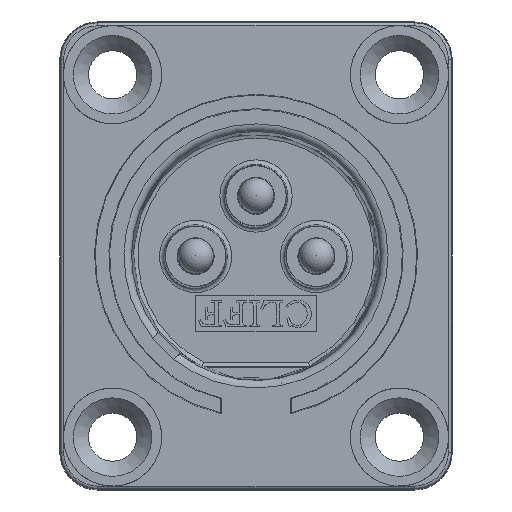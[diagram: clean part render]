
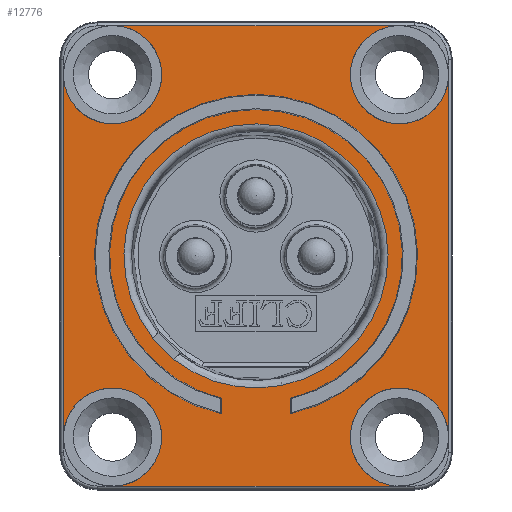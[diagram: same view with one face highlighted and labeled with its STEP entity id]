
A CAD part, top view. The second image highlights one B-rep face of the part: STEP entity #12776.
In plain terms, the highlighted planar face has unit normal (0, 0, 1).
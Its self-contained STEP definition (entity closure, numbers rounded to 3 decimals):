
#1178=LINE('',#21879,#2144);
#1186=LINE('',#21952,#2152);
#1190=LINE('',#21959,#2156);
#1192=LINE('',#21971,#2158);
#1195=LINE('',#21989,#2161);
#1196=LINE('',#21993,#2162);
#1197=LINE('',#21997,#2163);
#1198=LINE('',#22001,#2164);
#1199=LINE('',#22005,#2165);
#2144=VECTOR('',#16503,0.011);
#2152=VECTOR('',#16553,0.011);
#2156=VECTOR('',#16561,2.);
#2158=VECTOR('',#16571,1.027);
#2161=VECTOR('',#16576,1.027);
#2162=VECTOR('',#16579,18.554);
#2163=VECTOR('',#16582,23.554);
#2164=VECTOR('',#16585,18.554);
#2165=VECTOR('',#16588,23.554);
#2856=PLANE('',#13737);
#3091=FACE_BOUND('',#4524,.T.);
#3092=FACE_BOUND('',#4525,.T.);
#3708=FACE_OUTER_BOUND('',#4523,.T.);
#4523=EDGE_LOOP('',(#11267,#11268,#11269,#11270,#11271,#11272,#11273,#11274));
#4524=EDGE_LOOP('',(#11275,#11276,#11277,#11278));
#4525=EDGE_LOOP('',(#11279,#11280,#11281,#11282));
#4983=CIRCLE('',#13706,8.747);
#4993=CIRCLE('',#13738,3.25);
#4994=CIRCLE('',#13739,3.25);
#4995=CIRCLE('',#13740,3.25);
#4996=CIRCLE('',#13741,3.25);
#4997=CIRCLE('',#13742,9.7);
#4998=CIRCLE('',#13743,10.7);
#6085=VERTEX_POINT('',#21847);
#6086=VERTEX_POINT('',#21858);
#6090=VERTEX_POINT('',#21877);
#6103=VERTEX_POINT('',#21951);
#6105=VERTEX_POINT('',#21965);
#6107=VERTEX_POINT('',#21970);
#6110=VERTEX_POINT('',#21979);
#6112=VERTEX_POINT('',#21985);
#6113=VERTEX_POINT('',#21991);
#6114=VERTEX_POINT('',#21992);
#6115=VERTEX_POINT('',#21994);
#6116=VERTEX_POINT('',#21996);
#6117=VERTEX_POINT('',#21998);
#6118=VERTEX_POINT('',#22000);
#6119=VERTEX_POINT('',#22002);
#6120=VERTEX_POINT('',#22004);
#7811=EDGE_CURVE('',#6085,#6086,#4983,.T.);
#7817=EDGE_CURVE('',#6085,#6090,#1178,.T.);
#7836=EDGE_CURVE('',#6103,#6086,#1186,.T.);
#7840=EDGE_CURVE('',#6090,#6103,#1190,.T.);
#7843=EDGE_CURVE('',#6105,#6107,#1192,.T.);
#7849=EDGE_CURVE('',#6110,#6112,#1195,.T.);
#7850=EDGE_CURVE('',#6113,#6114,#1196,.T.);
#7851=EDGE_CURVE('',#6113,#6115,#4993,.T.);
#7852=EDGE_CURVE('',#6116,#6115,#1197,.T.);
#7853=EDGE_CURVE('',#6116,#6117,#4994,.T.);
#7854=EDGE_CURVE('',#6118,#6117,#1198,.T.);
#7855=EDGE_CURVE('',#6118,#6119,#4995,.T.);
#7856=EDGE_CURVE('',#6120,#6119,#1199,.T.);
#7857=EDGE_CURVE('',#6120,#6114,#4996,.T.);
#7858=EDGE_CURVE('',#6105,#6110,#4997,.T.);
#7859=EDGE_CURVE('',#6112,#6107,#4998,.T.);
#11267=ORIENTED_EDGE('',*,*,#7850,.F.);
#11268=ORIENTED_EDGE('',*,*,#7851,.T.);
#11269=ORIENTED_EDGE('',*,*,#7852,.F.);
#11270=ORIENTED_EDGE('',*,*,#7853,.T.);
#11271=ORIENTED_EDGE('',*,*,#7854,.F.);
#11272=ORIENTED_EDGE('',*,*,#7855,.T.);
#11273=ORIENTED_EDGE('',*,*,#7856,.F.);
#11274=ORIENTED_EDGE('',*,*,#7857,.T.);
#11275=ORIENTED_EDGE('',*,*,#7811,.F.);
#11276=ORIENTED_EDGE('',*,*,#7817,.T.);
#11277=ORIENTED_EDGE('',*,*,#7840,.T.);
#11278=ORIENTED_EDGE('',*,*,#7836,.T.);
#11279=ORIENTED_EDGE('',*,*,#7858,.T.);
#11280=ORIENTED_EDGE('',*,*,#7849,.T.);
#11281=ORIENTED_EDGE('',*,*,#7859,.T.);
#11282=ORIENTED_EDGE('',*,*,#7843,.F.);
#12776=ADVANCED_FACE('',(#3708,#3091,#3092),#2856,.T.);
#13706=AXIS2_PLACEMENT_3D('',#21859,#16494,#16495);
#13737=AXIS2_PLACEMENT_3D('',#21990,#16577,#16578);
#13738=AXIS2_PLACEMENT_3D('',#21995,#16580,#16581);
#13739=AXIS2_PLACEMENT_3D('',#21999,#16583,#16584);
#13740=AXIS2_PLACEMENT_3D('',#22003,#16586,#16587);
#13741=AXIS2_PLACEMENT_3D('',#22006,#16589,#16590);
#13742=AXIS2_PLACEMENT_3D('',#22007,#16591,#16592);
#13743=AXIS2_PLACEMENT_3D('',#22008,#16593,#16594);
#16494=DIRECTION('center_axis',(0.,0.,1.));
#16495=DIRECTION('ref_axis',(0.707,0.707,0.));
#16503=DIRECTION('',(-0.707,-0.707,0.));
#16553=DIRECTION('',(0.707,0.707,0.));
#16561=DIRECTION('',(-0.707,0.707,0.));
#16571=DIRECTION('',(0.,-1.,0.));
#16576=DIRECTION('',(0.,-1.,0.));
#16577=DIRECTION('center_axis',(0.,0.,1.));
#16578=DIRECTION('ref_axis',(1.,0.,0.));
#16579=DIRECTION('',(-1.,0.,0.));
#16580=DIRECTION('center_axis',(0.,0.,-1.));
#16581=DIRECTION('ref_axis',(-1.,0.,0.));
#16582=DIRECTION('',(0.,-1.,0.));
#16583=DIRECTION('center_axis',(0.,0.,-1.));
#16584=DIRECTION('ref_axis',(-1.,0.,0.));
#16585=DIRECTION('',(1.,0.,0.));
#16586=DIRECTION('center_axis',(0.,0.,-1.));
#16587=DIRECTION('ref_axis',(-1.,0.,0.));
#16588=DIRECTION('',(0.,1.,0.));
#16589=DIRECTION('center_axis',(0.,0.,-1.));
#16590=DIRECTION('ref_axis',(-1.,0.,0.));
#16591=DIRECTION('center_axis',(0.,0.,1.));
#16592=DIRECTION('ref_axis',(-1.,0.,0.));
#16593=DIRECTION('center_axis',(0.,0.,-1.));
#16594=DIRECTION('ref_axis',(-1.,0.,0.));
#21847=CARTESIAN_POINT('',(-5.437,-6.851,2.7));
#21858=CARTESIAN_POINT('',(-6.851,-5.437,2.7));
#21859=CARTESIAN_POINT('Origin',(0.,0.,2.7));
#21877=CARTESIAN_POINT('',(-5.445,-6.859,2.7));
#21879=CARTESIAN_POINT('',(-2.369,-3.783,2.7));
#21951=CARTESIAN_POINT('',(-6.859,-5.445,2.7));
#21952=CARTESIAN_POINT('',(-3.076,-1.662,2.7));
#21959=CARTESIAN_POINT('',(-6.505,-5.798,2.7));
#21965=CARTESIAN_POINT('',(2.3,-9.423,2.7));
#21970=CARTESIAN_POINT('',(2.3,-10.45,2.7));
#21971=CARTESIAN_POINT('',(2.3,0.,2.7));
#21979=CARTESIAN_POINT('',(-2.3,-9.423,2.7));
#21985=CARTESIAN_POINT('',(-2.3,-10.45,2.7));
#21989=CARTESIAN_POINT('',(-2.3,0.,2.7));
#21990=CARTESIAN_POINT('Origin',(0.,0.,2.7));
#21991=CARTESIAN_POINT('',(9.277,-15.242,2.7));
#21992=CARTESIAN_POINT('',(-9.277,-15.242,2.7));
#21993=CARTESIAN_POINT('',(5.25,-15.242,2.7));
#21994=CARTESIAN_POINT('',(12.742,-11.777,2.7));
#21995=CARTESIAN_POINT('Origin',(9.5,-12.,2.7));
#21996=CARTESIAN_POINT('',(12.742,11.777,2.7));
#21997=CARTESIAN_POINT('',(12.742,6.5,2.7));
#21998=CARTESIAN_POINT('',(9.277,15.242,2.7));
#21999=CARTESIAN_POINT('Origin',(9.5,12.,2.7));
#22000=CARTESIAN_POINT('',(-9.277,15.242,2.7));
#22001=CARTESIAN_POINT('',(-5.25,15.242,2.7));
#22002=CARTESIAN_POINT('',(-12.742,11.777,2.7));
#22003=CARTESIAN_POINT('Origin',(-9.5,12.,2.7));
#22004=CARTESIAN_POINT('',(-12.742,-11.777,2.7));
#22005=CARTESIAN_POINT('',(-12.742,-6.5,2.7));
#22006=CARTESIAN_POINT('Origin',(-9.5,-12.,2.7));
#22007=CARTESIAN_POINT('Origin',(0.,0.,2.7));
#22008=CARTESIAN_POINT('Origin',(0.,0.,2.7));
